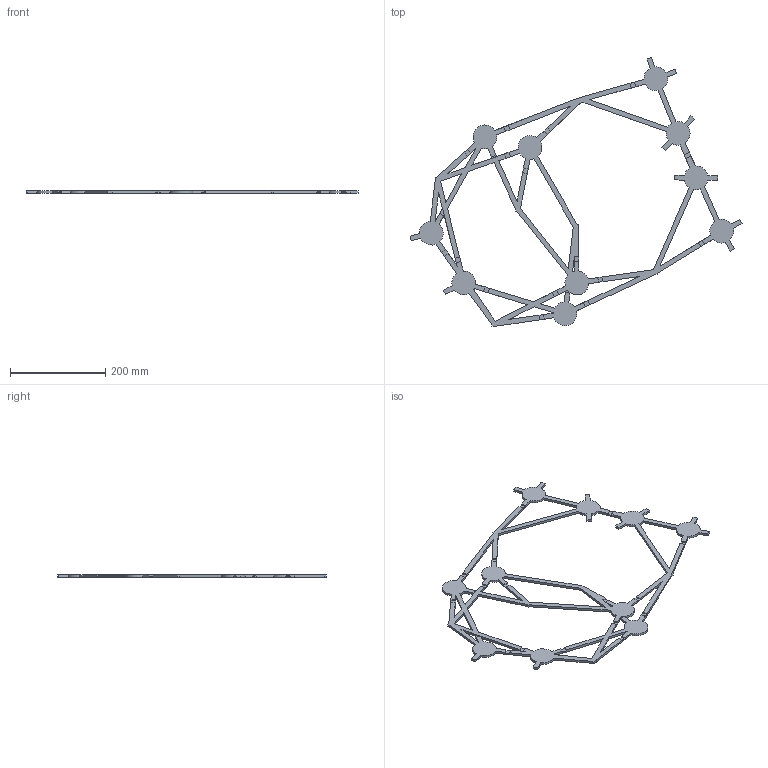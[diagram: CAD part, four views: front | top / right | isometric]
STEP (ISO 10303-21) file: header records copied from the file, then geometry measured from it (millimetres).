
FILE_DESCRIPTION(('Open CASCADE Model'),'2;1');
FILE_NAME('Open CASCADE Shape Model','2023-03-28T15:26:57',('Author'),( 'Open CASCADE'),'Open CASCADE STEP processor 7.7','Open CASCADE 7.7' ,'Unknown');
FILE_SCHEMA(('AUTOMOTIVE_DESIGN { 1 0 10303 214 1 1 1 1 }'));
Length unit declared in the file: millimetre
Products named in the file (1): Open CASCADE STEP translator 7.7 10
Bounding box: 697.86 x 565.23 x 5 mm (x, y, z)
Volume: 279712.6 mm3; surface area: 154869.2 mm2
Topology: 1 solids, 1 shells, 221 faces, 705 edges, 470 vertices
Faces by surface type: plane 181, cylinder 40
Entity records: 16719 total; most frequent: CARTESIAN_POINT 3112, DIRECTION 2380, LINE 1702, VECTOR 1702, ORIENTED_EDGE 1410, PCURVE 1410, DEFINITIONAL_REPRESENTATION 1410, EDGE_CURVE 705
